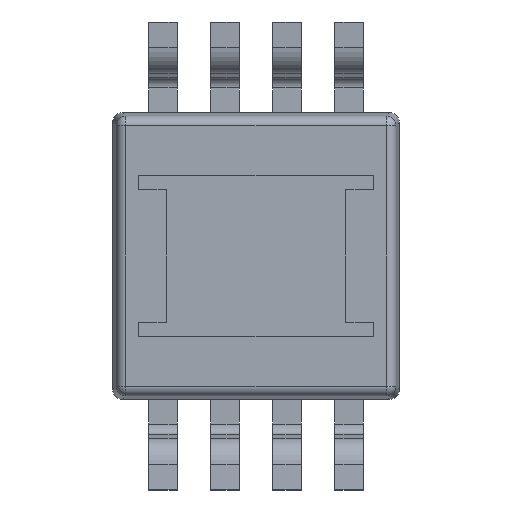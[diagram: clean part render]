
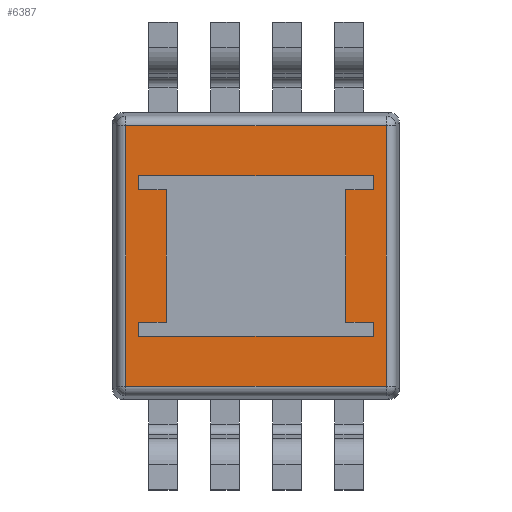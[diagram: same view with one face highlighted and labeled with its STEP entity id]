
A CAD part, front view. The second image highlights one B-rep face of the part: STEP entity #6387.
In plain terms, the highlighted planar face has unit normal (0, -1, 0).
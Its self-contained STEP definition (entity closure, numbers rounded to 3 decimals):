
#100 = CARTESIAN_POINT ( 'NONE',  ( -0.94, -0.34, -0.691 ) ) ;
#130 = VECTOR ( 'NONE', #5719, 1000. ) ;
#131 = CARTESIAN_POINT ( 'NONE',  ( -1.23, -0.34, 0.84 ) ) ;
#142 = ORIENTED_EDGE ( 'NONE', *, *, #5132, .F. ) ;
#157 = DIRECTION ( 'NONE',  ( 1., 0., 0. ) ) ;
#162 = VECTOR ( 'NONE', #2351, 1000. ) ;
#188 = VECTOR ( 'NONE', #2761, 1000. ) ;
#295 = CARTESIAN_POINT ( 'NONE',  ( 1.23, -0.34, -0.691 ) ) ;
#355 = EDGE_CURVE ( 'NONE', #5112, #3895, #4836, .T. ) ;
#367 = VERTEX_POINT ( 'NONE', #6281 ) ;
#385 = ORIENTED_EDGE ( 'NONE', *, *, #3134, .F. ) ;
#394 = ORIENTED_EDGE ( 'NONE', *, *, #355, .F. ) ;
#402 = CARTESIAN_POINT ( 'NONE',  ( 1.23, -0.34, 0.691 ) ) ;
#417 = VECTOR ( 'NONE', #6244, 1000. ) ;
#498 = VECTOR ( 'NONE', #6840, 1000. ) ;
#525 = CARTESIAN_POINT ( 'NONE',  ( 0.94, -0.34, 0.691 ) ) ;
#684 = PLANE ( 'NONE',  #5476 ) ;
#708 = EDGE_CURVE ( 'NONE', #5968, #4922, #3376, .T. ) ;
#933 = EDGE_CURVE ( 'NONE', #6976, #4993, #5425, .T. ) ;
#1020 = VERTEX_POINT ( 'NONE', #6131 ) ;
#1062 = DIRECTION ( 'NONE',  ( 0., 0., -1. ) ) ;
#1064 = CARTESIAN_POINT ( 'NONE',  ( 1.365, -0.34, 1.452 ) ) ;
#1173 = CARTESIAN_POINT ( 'NONE',  ( 1.23, -0.34, 0.84 ) ) ;
#1205 = DIRECTION ( 'NONE',  ( 0., -1., 0. ) ) ;
#1213 = VERTEX_POINT ( 'NONE', #5776 ) ;
#1227 = CARTESIAN_POINT ( 'NONE',  ( -0.94, -0.34, 0.691 ) ) ;
#1260 = CARTESIAN_POINT ( 'NONE',  ( 1.23, -0.34, -0.84 ) ) ;
#1377 = CARTESIAN_POINT ( 'NONE',  ( 1.365, -0.34, -1.365 ) ) ;
#1382 = LINE ( 'NONE', #2728, #2598 ) ;
#1434 = ORIENTED_EDGE ( 'NONE', *, *, #933, .F. ) ;
#1488 = EDGE_CURVE ( 'NONE', #6528, #6976, #4882, .T. ) ;
#1578 = DIRECTION ( 'NONE',  ( 0., 0., 1. ) ) ;
#1593 = LINE ( 'NONE', #1173, #2535 ) ;
#1756 = DIRECTION ( 'NONE',  ( -1., 0., 0. ) ) ;
#1781 = DIRECTION ( 'NONE',  ( 1., 0., 0. ) ) ;
#1823 = CARTESIAN_POINT ( 'NONE',  ( -1.23, -0.34, 0.84 ) ) ;
#1827 = CARTESIAN_POINT ( 'NONE',  ( -1.23, -0.34, 0.691 ) ) ;
#1866 = VERTEX_POINT ( 'NONE', #131 ) ;
#1884 = VECTOR ( 'NONE', #4784, 1000. ) ;
#1904 = LINE ( 'NONE', #2928, #498 ) ;
#1951 = ORIENTED_EDGE ( 'NONE', *, *, #708, .T. ) ;
#2106 = VECTOR ( 'NONE', #3565, 1000. ) ;
#2118 = LINE ( 'NONE', #6426, #5045 ) ;
#2287 = LINE ( 'NONE', #5782, #2106 ) ;
#2322 = ORIENTED_EDGE ( 'NONE', *, *, #2499, .T. ) ;
#2351 = DIRECTION ( 'NONE',  ( 0., 0., -1. ) ) ;
#2499 = EDGE_CURVE ( 'NONE', #5089, #5968, #3063, .T. ) ;
#2535 = VECTOR ( 'NONE', #1756, 1000. ) ;
#2549 = ORIENTED_EDGE ( 'NONE', *, *, #5921, .F. ) ;
#2598 = VECTOR ( 'NONE', #1062, 1000. ) ;
#2634 = LINE ( 'NONE', #2845, #4956 ) ;
#2670 = EDGE_CURVE ( 'NONE', #4287, #1213, #2634, .T. ) ;
#2693 = DIRECTION ( 'NONE',  ( 0., 0., 1. ) ) ;
#2713 = FACE_BOUND ( 'NONE', #5174, .T. ) ;
#2728 = CARTESIAN_POINT ( 'NONE',  ( -1.23, -0.34, -0.84 ) ) ;
#2761 = DIRECTION ( 'NONE',  ( 1., 0., 0. ) ) ;
#2835 = VECTOR ( 'NONE', #2693, 1000. ) ;
#2845 = CARTESIAN_POINT ( 'NONE',  ( 1.23, -0.34, -0.84 ) ) ;
#2897 = CARTESIAN_POINT ( 'NONE',  ( 1.23, -0.34, 0.691 ) ) ;
#2911 = CARTESIAN_POINT ( 'NONE',  ( -1.365, -0.34, -1.365 ) ) ;
#2928 = CARTESIAN_POINT ( 'NONE',  ( -1.365, -0.34, -1.452 ) ) ;
#3063 = LINE ( 'NONE', #6577, #188 ) ;
#3134 = EDGE_CURVE ( 'NONE', #3960, #4287, #6901, .T. ) ;
#3181 = CARTESIAN_POINT ( 'NONE',  ( 1.23, -0.34, -0.84 ) ) ;
#3337 = EDGE_CURVE ( 'NONE', #367, #5089, #1904, .T. ) ;
#3376 = LINE ( 'NONE', #1064, #1884 ) ;
#3395 = CARTESIAN_POINT ( 'NONE',  ( -0.94, -0.34, 0.691 ) ) ;
#3483 = LINE ( 'NONE', #295, #417 ) ;
#3519 = CARTESIAN_POINT ( 'NONE',  ( 0.94, -0.34, -0.691 ) ) ;
#3532 = ORIENTED_EDGE ( 'NONE', *, *, #6450, .F. ) ;
#3565 = DIRECTION ( 'NONE',  ( -1., 0., 0. ) ) ;
#3786 = EDGE_CURVE ( 'NONE', #1020, #3960, #1382, .T. ) ;
#3878 = ORIENTED_EDGE ( 'NONE', *, *, #3786, .F. ) ;
#3895 = VERTEX_POINT ( 'NONE', #100 ) ;
#3960 = VERTEX_POINT ( 'NONE', #5561 ) ;
#3990 = CARTESIAN_POINT ( 'NONE',  ( 0.94, -0.34, 0.691 ) ) ;
#4043 = ORIENTED_EDGE ( 'NONE', *, *, #2670, .F. ) ;
#4194 = DIRECTION ( 'NONE',  ( -1., 0., 0. ) ) ;
#4197 = ORIENTED_EDGE ( 'NONE', *, *, #6129, .F. ) ;
#4287 = VERTEX_POINT ( 'NONE', #3181 ) ;
#4354 = FACE_OUTER_BOUND ( 'NONE', #6337, .T. ) ;
#4394 = DIRECTION ( 'NONE',  ( 0., 0., -1. ) ) ;
#4480 = CARTESIAN_POINT ( 'NONE',  ( 0., -0.34, 0. ) ) ;
#4505 = EDGE_CURVE ( 'NONE', #6030, #1866, #1593, .T. ) ;
#4645 = EDGE_CURVE ( 'NONE', #1213, #6528, #3483, .T. ) ;
#4784 = DIRECTION ( 'NONE',  ( 0., 0., 1. ) ) ;
#4836 = LINE ( 'NONE', #3395, #162 ) ;
#4862 = CARTESIAN_POINT ( 'NONE',  ( 1.23, -0.34, 0.84 ) ) ;
#4882 = LINE ( 'NONE', #525, #2835 ) ;
#4922 = VERTEX_POINT ( 'NONE', #6326 ) ;
#4956 = VECTOR ( 'NONE', #6104, 1000. ) ;
#4993 = VERTEX_POINT ( 'NONE', #402 ) ;
#5045 = VECTOR ( 'NONE', #4194, 1000. ) ;
#5089 = VERTEX_POINT ( 'NONE', #2911 ) ;
#5112 = VERTEX_POINT ( 'NONE', #1227 ) ;
#5132 = EDGE_CURVE ( 'NONE', #1866, #5862, #5878, .T. ) ;
#5174 = EDGE_LOOP ( 'NONE', ( #142, #6103, #4197, #1434, #6834, #5739, #4043, #385, #3878, #2549, #394, #3532 ) ) ;
#5249 = EDGE_CURVE ( 'NONE', #4922, #367, #2287, .T. ) ;
#5425 = LINE ( 'NONE', #2897, #130 ) ;
#5470 = VECTOR ( 'NONE', #1781, 1000. ) ;
#5476 = AXIS2_PLACEMENT_3D ( 'NONE', #4480, #1205, #4394 ) ;
#5561 = CARTESIAN_POINT ( 'NONE',  ( -1.23, -0.34, -0.84 ) ) ;
#5574 = ORIENTED_EDGE ( 'NONE', *, *, #3337, .T. ) ;
#5719 = DIRECTION ( 'NONE',  ( 1., 0., 0. ) ) ;
#5739 = ORIENTED_EDGE ( 'NONE', *, *, #4645, .F. ) ;
#5776 = CARTESIAN_POINT ( 'NONE',  ( 1.23, -0.34, -0.691 ) ) ;
#5782 = CARTESIAN_POINT ( 'NONE',  ( -1.452, -0.34, 1.365 ) ) ;
#5862 = VERTEX_POINT ( 'NONE', #6267 ) ;
#5878 = LINE ( 'NONE', #1823, #6545 ) ;
#5903 = LINE ( 'NONE', #4862, #6750 ) ;
#5921 = EDGE_CURVE ( 'NONE', #3895, #1020, #2118, .T. ) ;
#5968 = VERTEX_POINT ( 'NONE', #1377 ) ;
#6030 = VERTEX_POINT ( 'NONE', #6419 ) ;
#6103 = ORIENTED_EDGE ( 'NONE', *, *, #4505, .F. ) ;
#6104 = DIRECTION ( 'NONE',  ( 0., 0., 1. ) ) ;
#6129 = EDGE_CURVE ( 'NONE', #4993, #6030, #5903, .T. ) ;
#6131 = CARTESIAN_POINT ( 'NONE',  ( -1.23, -0.34, -0.691 ) ) ;
#6244 = DIRECTION ( 'NONE',  ( -1., 0., 0. ) ) ;
#6267 = CARTESIAN_POINT ( 'NONE',  ( -1.23, -0.34, 0.691 ) ) ;
#6281 = CARTESIAN_POINT ( 'NONE',  ( -1.365, -0.34, 1.365 ) ) ;
#6326 = CARTESIAN_POINT ( 'NONE',  ( 1.365, -0.34, 1.365 ) ) ;
#6337 = EDGE_LOOP ( 'NONE', ( #2322, #1951, #6868, #5574 ) ) ;
#6387 = ADVANCED_FACE ( 'NONE', ( #2713, #4354 ), #684, .T. ) ;
#6419 = CARTESIAN_POINT ( 'NONE',  ( 1.23, -0.34, 0.84 ) ) ;
#6426 = CARTESIAN_POINT ( 'NONE',  ( -1.23, -0.34, -0.691 ) ) ;
#6450 = EDGE_CURVE ( 'NONE', #5862, #5112, #6585, .T. ) ;
#6528 = VERTEX_POINT ( 'NONE', #3519 ) ;
#6545 = VECTOR ( 'NONE', #6781, 1000. ) ;
#6577 = CARTESIAN_POINT ( 'NONE',  ( 1.452, -0.34, -1.365 ) ) ;
#6585 = LINE ( 'NONE', #1827, #6751 ) ;
#6750 = VECTOR ( 'NONE', #1578, 1000. ) ;
#6751 = VECTOR ( 'NONE', #157, 1000. ) ;
#6781 = DIRECTION ( 'NONE',  ( 0., 0., -1. ) ) ;
#6834 = ORIENTED_EDGE ( 'NONE', *, *, #1488, .F. ) ;
#6840 = DIRECTION ( 'NONE',  ( 0., 0., -1. ) ) ;
#6868 = ORIENTED_EDGE ( 'NONE', *, *, #5249, .T. ) ;
#6901 = LINE ( 'NONE', #1260, #5470 ) ;
#6976 = VERTEX_POINT ( 'NONE', #3990 ) ;
